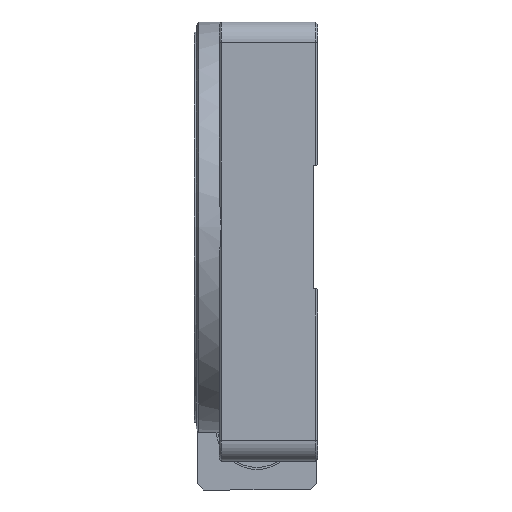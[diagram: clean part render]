
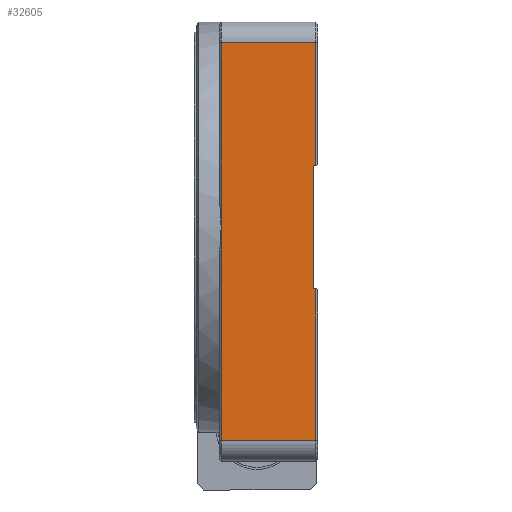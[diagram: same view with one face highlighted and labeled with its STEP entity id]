
A CAD part, left-side view. The second image highlights one B-rep face of the part: STEP entity #32605.
In plain terms, the highlighted planar face has unit normal (-1, 0, 0).
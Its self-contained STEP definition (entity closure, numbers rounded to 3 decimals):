
#974 = VERTEX_POINT ( 'NONE', #32331 ) ;
#2124 = DIRECTION ( 'NONE',  ( 0., 1., 0. ) ) ;
#2769 = VERTEX_POINT ( 'NONE', #36574 ) ;
#3261 = EDGE_CURVE ( 'NONE', #2769, #46758, #8608, .T. ) ;
#3462 = ORIENTED_EDGE ( 'NONE', *, *, #49530, .F. ) ;
#3616 = CARTESIAN_POINT ( 'NONE',  ( 0., 47., -100. ) ) ;
#3732 = EDGE_LOOP ( 'NONE', ( #31862, #29172, #51128, #47632, #42993, #41382, #45720, #3462, #25898 ) ) ;
#3777 = CARTESIAN_POINT ( 'NONE',  ( 0., 47., -214. ) ) ;
#3849 = CARTESIAN_POINT ( 'NONE',  ( 0., 1., -130. ) ) ;
#4450 = VECTOR ( 'NONE', #7981, 1000. ) ;
#4577 = EDGE_CURVE ( 'NONE', #36935, #49825, #48005, .T. ) ;
#5354 = DIRECTION ( 'NONE',  ( 1., 0., 0. ) ) ;
#5390 = CARTESIAN_POINT ( 'NONE',  ( 0., 47., -214. ) ) ;
#6060 = CARTESIAN_POINT ( 'NONE',  ( 0., 2., -100. ) ) ;
#7593 = EDGE_CURVE ( 'NONE', #22509, #25341, #39393, .T. ) ;
#7981 = DIRECTION ( 'NONE',  ( 0., -1., 0. ) ) ;
#8608 = LINE ( 'NONE', #6060, #19839 ) ;
#10312 = DIRECTION ( 'NONE',  ( 0., 1., 0. ) ) ;
#10389 = DIRECTION ( 'NONE',  ( 0., 0., -1. ) ) ;
#12586 = VECTOR ( 'NONE', #26592, 1000. ) ;
#15902 = VECTOR ( 'NONE', #10312, 1000. ) ;
#17009 = EDGE_CURVE ( 'NONE', #974, #2769, #42687, .T. ) ;
#17249 = CARTESIAN_POINT ( 'NONE',  ( 0., 1., -214. ) ) ;
#18175 = EDGE_CURVE ( 'NONE', #49825, #974, #44939, .T. ) ;
#18555 = VERTEX_POINT ( 'NONE', #3849 ) ;
#19675 = CARTESIAN_POINT ( 'NONE',  ( 0., 48., -10. ) ) ;
#19839 = VECTOR ( 'NONE', #10389, 1000. ) ;
#21574 = CARTESIAN_POINT ( 'NONE',  ( 0., 1., -214. ) ) ;
#22480 = CARTESIAN_POINT ( 'NONE',  ( 0., 47., -204. ) ) ;
#22509 = VERTEX_POINT ( 'NONE', #22480 ) ;
#24498 = CARTESIAN_POINT ( 'NONE',  ( 0., 48., -214. ) ) ;
#24609 = DIRECTION ( 'NONE',  ( 0., 0., -1. ) ) ;
#24911 = AXIS2_PLACEMENT_3D ( 'NONE', #24498, #5354, #44651 ) ;
#25341 = VERTEX_POINT ( 'NONE', #3616 ) ;
#25898 = ORIENTED_EDGE ( 'NONE', *, *, #51394, .T. ) ;
#26346 = VECTOR ( 'NONE', #40880, 1000. ) ;
#26420 = CARTESIAN_POINT ( 'NONE',  ( 0., 48., -204. ) ) ;
#26592 = DIRECTION ( 'NONE',  ( 0., 1., 0. ) ) ;
#26902 = VECTOR ( 'NONE', #24609, 1000. ) ;
#28850 = LINE ( 'NONE', #26420, #12586 ) ;
#29102 = VECTOR ( 'NONE', #46713, 1000. ) ;
#29172 = ORIENTED_EDGE ( 'NONE', *, *, #17009, .F. ) ;
#29658 = DIRECTION ( 'NONE',  ( 0., 0., -1. ) ) ;
#30632 = EDGE_CURVE ( 'NONE', #48596, #22509, #28850, .T. ) ;
#31862 = ORIENTED_EDGE ( 'NONE', *, *, #3261, .F. ) ;
#32331 = CARTESIAN_POINT ( 'NONE',  ( 0., 1., -70. ) ) ;
#32339 = CARTESIAN_POINT ( 'NONE',  ( 0., 2., -130. ) ) ;
#32605 = ADVANCED_FACE ( 'NONE', ( #43855 ), #32909, .F. ) ;
#32827 = LINE ( 'NONE', #49415, #43336 ) ;
#32909 = PLANE ( 'NONE',  #24911 ) ;
#36574 = CARTESIAN_POINT ( 'NONE',  ( 0., 2., -70. ) ) ;
#36935 = VERTEX_POINT ( 'NONE', #40460 ) ;
#39393 = LINE ( 'NONE', #5390, #26346 ) ;
#40460 = CARTESIAN_POINT ( 'NONE',  ( 0., 47., -10. ) ) ;
#40880 = DIRECTION ( 'NONE',  ( 0., 0., 1. ) ) ;
#41382 = ORIENTED_EDGE ( 'NONE', *, *, #7593, .F. ) ;
#42687 = LINE ( 'NONE', #50317, #15902 ) ;
#42993 = ORIENTED_EDGE ( 'NONE', *, *, #48195, .F. ) ;
#43336 = VECTOR ( 'NONE', #2124, 1000. ) ;
#43855 = FACE_OUTER_BOUND ( 'NONE', #3732, .T. ) ;
#44651 = DIRECTION ( 'NONE',  ( 0., 0., -1. ) ) ;
#44939 = LINE ( 'NONE', #17249, #26902 ) ;
#45589 = LINE ( 'NONE', #21574, #46821 ) ;
#45720 = ORIENTED_EDGE ( 'NONE', *, *, #30632, .F. ) ;
#46713 = DIRECTION ( 'NONE',  ( 0., 0., 1. ) ) ;
#46758 = VERTEX_POINT ( 'NONE', #32339 ) ;
#46821 = VECTOR ( 'NONE', #29658, 1000. ) ;
#47632 = ORIENTED_EDGE ( 'NONE', *, *, #4577, .F. ) ;
#48005 = LINE ( 'NONE', #19675, #4450 ) ;
#48195 = EDGE_CURVE ( 'NONE', #25341, #36935, #50175, .T. ) ;
#48300 = CARTESIAN_POINT ( 'NONE',  ( 0., 1., -10. ) ) ;
#48596 = VERTEX_POINT ( 'NONE', #50169 ) ;
#49415 = CARTESIAN_POINT ( 'NONE',  ( 0., 2., -130. ) ) ;
#49530 = EDGE_CURVE ( 'NONE', #18555, #48596, #45589, .T. ) ;
#49825 = VERTEX_POINT ( 'NONE', #48300 ) ;
#50169 = CARTESIAN_POINT ( 'NONE',  ( 0., 1., -204. ) ) ;
#50175 = LINE ( 'NONE', #3777, #29102 ) ;
#50317 = CARTESIAN_POINT ( 'NONE',  ( 0., 48., -70. ) ) ;
#51128 = ORIENTED_EDGE ( 'NONE', *, *, #18175, .F. ) ;
#51394 = EDGE_CURVE ( 'NONE', #18555, #46758, #32827, .T. ) ;
